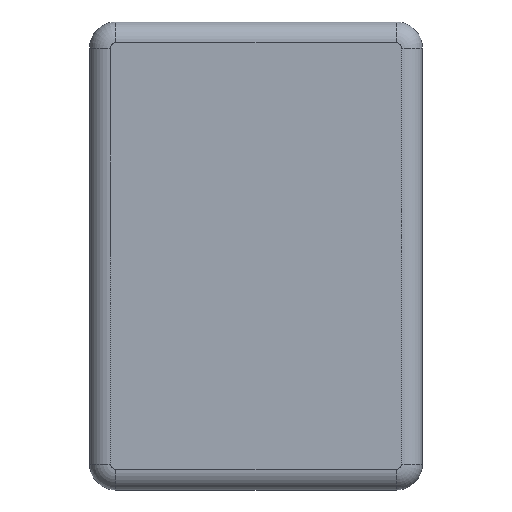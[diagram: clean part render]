
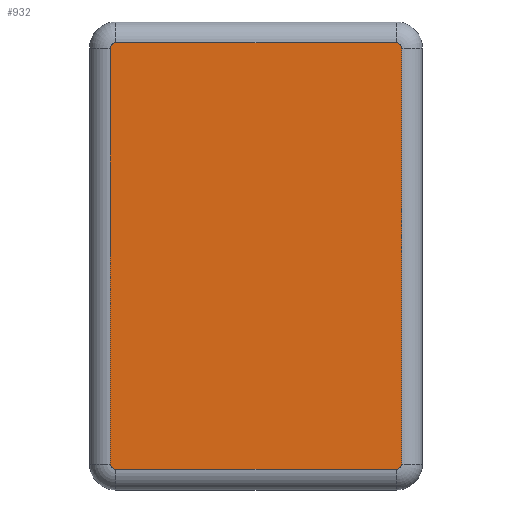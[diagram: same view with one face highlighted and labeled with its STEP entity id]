
A CAD part, front view. The second image highlights one B-rep face of the part: STEP entity #932.
In plain terms, the highlighted planar face has unit normal (0, -1, 0).
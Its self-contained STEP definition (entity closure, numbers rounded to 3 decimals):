
#213 = DIRECTION ( 'NONE',  ( 0., 0., -1. ) ) ;
#214 = DIRECTION ( 'NONE',  ( 0., 1., 0. ) ) ;
#215 = CARTESIAN_POINT ( 'NONE',  ( 13.5, 0., -20. ) ) ;
#223 = AXIS2_PLACEMENT_3D ( 'NONE', #215, #214, #213 ) ;
#229 = CIRCLE ( 'NONE', #223, 0.5 ) ;
#444 = CARTESIAN_POINT ( 'NONE',  ( -13.5, 0., 20.5 ) ) ;
#445 = CARTESIAN_POINT ( 'NONE',  ( 14., 0., 20. ) ) ;
#446 = CIRCLE ( 'NONE', #495, 0.5 ) ;
#454 = CARTESIAN_POINT ( 'NONE',  ( -14., 0., -20. ) ) ;
#473 = CARTESIAN_POINT ( 'NONE',  ( -14., 0., 20. ) ) ;
#475 = DIRECTION ( 'NONE',  ( 0., 0., -1. ) ) ;
#476 = DIRECTION ( 'NONE',  ( 0., 1., 0. ) ) ;
#477 = CARTESIAN_POINT ( 'NONE',  ( -13.5, 0., -20. ) ) ;
#478 = CARTESIAN_POINT ( 'NONE',  ( -14., 0., -22.5 ) ) ;
#483 = DIRECTION ( 'NONE',  ( 0., 0., -1. ) ) ;
#484 = DIRECTION ( 'NONE',  ( 0., 1., 0. ) ) ;
#486 = CIRCLE ( 'NONE', #491, 0.5 ) ;
#487 = DIRECTION ( 'NONE',  ( -1., 0., 0. ) ) ;
#488 = VECTOR ( 'NONE', #487, 1000. ) ;
#489 = CARTESIAN_POINT ( 'NONE',  ( -16., 0., 20.5 ) ) ;
#490 = LINE ( 'NONE', #489, #488 ) ;
#491 = AXIS2_PLACEMENT_3D ( 'NONE', #477, #476, #475 ) ;
#492 = CARTESIAN_POINT ( 'NONE',  ( -13.5, 0., 20. ) ) ;
#494 = CARTESIAN_POINT ( 'NONE',  ( 13.5, 0., -20.5 ) ) ;
#495 = AXIS2_PLACEMENT_3D ( 'NONE', #492, #484, #483 ) ;
#509 = CARTESIAN_POINT ( 'NONE',  ( 14., 0., -20. ) ) ;
#510 = CARTESIAN_POINT ( 'NONE',  ( 13.5, 0., 20. ) ) ;
#511 = DIRECTION ( 'NONE',  ( 0., 0., -1. ) ) ;
#516 = FACE_OUTER_BOUND ( 'NONE', #910, .T. ) ;
#522 = CARTESIAN_POINT ( 'NONE',  ( -13.5, 0., -20.5 ) ) ;
#523 = CARTESIAN_POINT ( 'NONE',  ( -16., 0., -22.5 ) ) ;
#524 = CARTESIAN_POINT ( 'NONE',  ( 13.5, 0., 20.5 ) ) ;
#525 = AXIS2_PLACEMENT_3D ( 'NONE', #523, #529, #511 ) ;
#526 = PLANE ( 'NONE',  #525 ) ;
#529 = DIRECTION ( 'NONE',  ( 0., -1., 0. ) ) ;
#530 = DIRECTION ( 'NONE',  ( 0., 0., -1. ) ) ;
#531 = VECTOR ( 'NONE', #530, 1000. ) ;
#532 = LINE ( 'NONE', #478, #531 ) ;
#542 = DIRECTION ( 'NONE',  ( 0., 0., -1. ) ) ;
#543 = DIRECTION ( 'NONE',  ( 0., 1., 0. ) ) ;
#549 = AXIS2_PLACEMENT_3D ( 'NONE', #510, #543, #542 ) ;
#553 = CIRCLE ( 'NONE', #549, 0.5 ) ;
#554 = DIRECTION ( 'NONE',  ( 1., 0., 0. ) ) ;
#555 = VECTOR ( 'NONE', #554, 1000. ) ;
#556 = CARTESIAN_POINT ( 'NONE',  ( 16., 0., -20.5 ) ) ;
#558 = LINE ( 'NONE', #556, #555 ) ;
#571 = CARTESIAN_POINT ( 'NONE',  ( 14., 0., 22.5 ) ) ;
#572 = LINE ( 'NONE', #571, #735 ) ;
#734 = DIRECTION ( 'NONE',  ( 0., 0., 1. ) ) ;
#735 = VECTOR ( 'NONE', #734, 1000. ) ;
#743 = ORIENTED_EDGE ( 'NONE', *, *, #796, .F. ) ;
#796 = EDGE_CURVE ( 'NONE', #944, #924, #229, .T. ) ;
#899 = ORIENTED_EDGE ( 'NONE', *, *, #948, .F. ) ;
#900 = VERTEX_POINT ( 'NONE', #444 ) ;
#901 = VERTEX_POINT ( 'NONE', #454 ) ;
#903 = VERTEX_POINT ( 'NONE', #445 ) ;
#909 = ORIENTED_EDGE ( 'NONE', *, *, #916, .T. ) ;
#910 = EDGE_LOOP ( 'NONE', ( #899, #921, #922, #909, #943, #929, #743, #990 ) ) ;
#913 = EDGE_CURVE ( 'NONE', #941, #900, #490, .T. ) ;
#914 = EDGE_CURVE ( 'NONE', #923, #900, #446, .T. ) ;
#915 = EDGE_CURVE ( 'NONE', #936, #901, #486, .T. ) ;
#916 = EDGE_CURVE ( 'NONE', #923, #901, #532, .T. ) ;
#921 = ORIENTED_EDGE ( 'NONE', *, *, #913, .T. ) ;
#922 = ORIENTED_EDGE ( 'NONE', *, *, #914, .F. ) ;
#923 = VERTEX_POINT ( 'NONE', #473 ) ;
#924 = VERTEX_POINT ( 'NONE', #494 ) ;
#929 = ORIENTED_EDGE ( 'NONE', *, *, #945, .T. ) ;
#932 = ADVANCED_FACE ( 'NONE', ( #516 ), #526, .T. ) ;
#936 = VERTEX_POINT ( 'NONE', #522 ) ;
#941 = VERTEX_POINT ( 'NONE', #524 ) ;
#943 = ORIENTED_EDGE ( 'NONE', *, *, #915, .F. ) ;
#944 = VERTEX_POINT ( 'NONE', #509 ) ;
#945 = EDGE_CURVE ( 'NONE', #936, #924, #558, .T. ) ;
#948 = EDGE_CURVE ( 'NONE', #941, #903, #553, .T. ) ;
#986 = EDGE_CURVE ( 'NONE', #944, #903, #572, .T. ) ;
#990 = ORIENTED_EDGE ( 'NONE', *, *, #986, .T. ) ;
